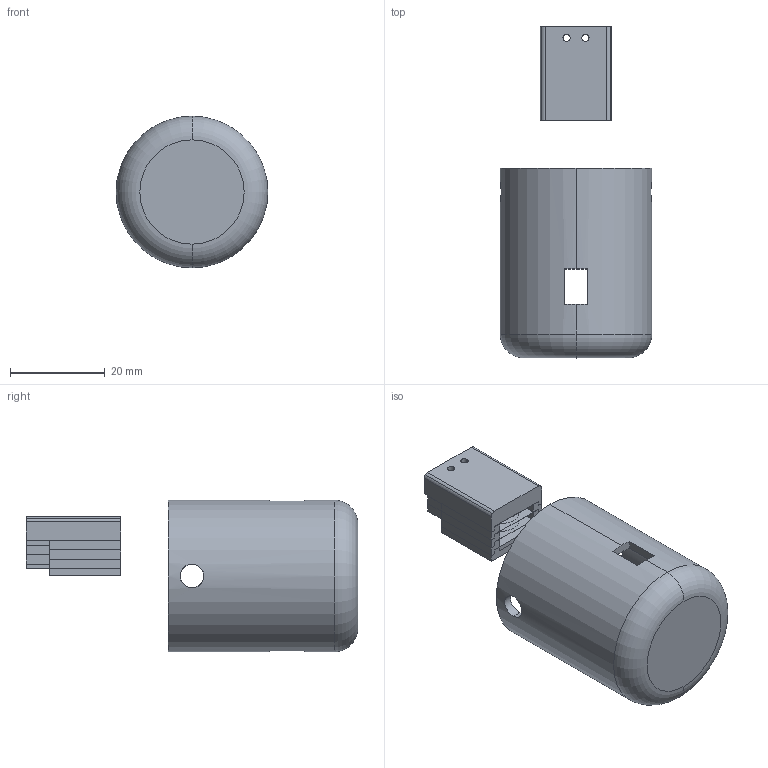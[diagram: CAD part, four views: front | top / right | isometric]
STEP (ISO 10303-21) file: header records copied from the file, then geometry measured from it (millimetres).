
FILE_DESCRIPTION(('STEP AP214'),'1');
FILE_NAME('RGFA.stp','2015-03-24T19:22:40',('Simon Woodruff'),('Woodruff Scientific Inc'),'Spatial InterOp 3D',' ',' ');
FILE_SCHEMA(('automotive_design'));
Length unit declared in the file: inch
Products named in the file (14): Part_5924062; 1; 2; Part_5924359; Part_5925780; Part_5925450; Part_284224; Part_284826; Part_284930; Part_5952025; Part_5952879; Translate_5952881; Part_5954340; 3
Bounding box: 32 x 70 x 32 mm (x, y, z)
Volume: 14959.5 mm3; surface area: 13635.6 mm2
Topology: 13 solids, 13 shells, 234 faces, 603 edges, 396 vertices
Faces by surface type: plane 182, cylinder 50, torus 2
Entity records: 9463 total; most frequent: CARTESIAN_POINT 1375, DIRECTION 1205, ORIENTED_EDGE 1198, EDGE_CURVE 599, LINE 481, VECTOR 481, VERTEX_POINT 388, AXIS2_PLACEMENT_3D 362
